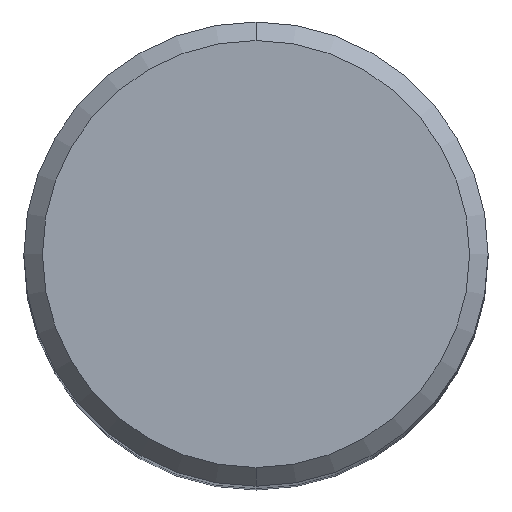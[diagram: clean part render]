
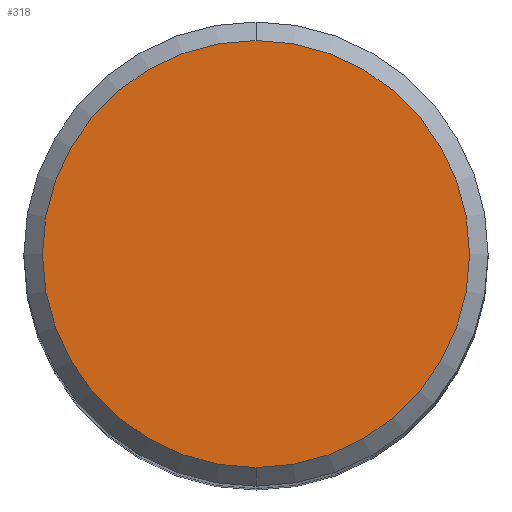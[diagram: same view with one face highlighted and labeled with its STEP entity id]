
A CAD part, top view. The second image highlights one B-rep face of the part: STEP entity #318.
In plain terms, the highlighted planar face has unit normal (0, 0, 1).
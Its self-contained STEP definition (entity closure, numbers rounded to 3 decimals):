
#170=VERTEX_POINT('',#437);
#318=ADVANCED_FACE('',(#602),#603,.T.);
#358=EDGE_CURVE('',#170,#380,#645,.T.);
#380=VERTEX_POINT('',#668);
#384=EDGE_CURVE('',#380,#170,#672,.T.);
#437=CARTESIAN_POINT('',(0.0,11.5,0.0));
#602=FACE_OUTER_BOUND('',#1226,.T.);
#603=PLANE('',#1227);
#645=CIRCLE('',#1330,11.5);
#668=CARTESIAN_POINT('',(0.,-11.5,0.0));
#672=CIRCLE('',#1407,11.5);
#1226=EDGE_LOOP('',(#1649,#1650));
#1227=AXIS2_PLACEMENT_3D('',#1651,#1652,#1653);
#1330=AXIS2_PLACEMENT_3D('',#1691,#1692,#1693);
#1407=AXIS2_PLACEMENT_3D('',#1708,#1709,#1710);
#1649=ORIENTED_EDGE('',*,*,#358,.F.);
#1650=ORIENTED_EDGE('',*,*,#384,.F.);
#1651=CARTESIAN_POINT('',(0.0,5.75,0.0));
#1652=DIRECTION('',(-0.0,0.0,1.0));
#1653=DIRECTION('',(0.0,-1.0,0.0));
#1691=CARTESIAN_POINT('',(0.0,0.0,0.0));
#1692=DIRECTION('',(0.0,0.0,-1.0));
#1693=DIRECTION('',(0.0,1.0,0.0));
#1708=CARTESIAN_POINT('',(0.0,0.0,0.0));
#1709=DIRECTION('',(0.0,0.0,-1.0));
#1710=DIRECTION('',(0.0,1.0,0.0));
